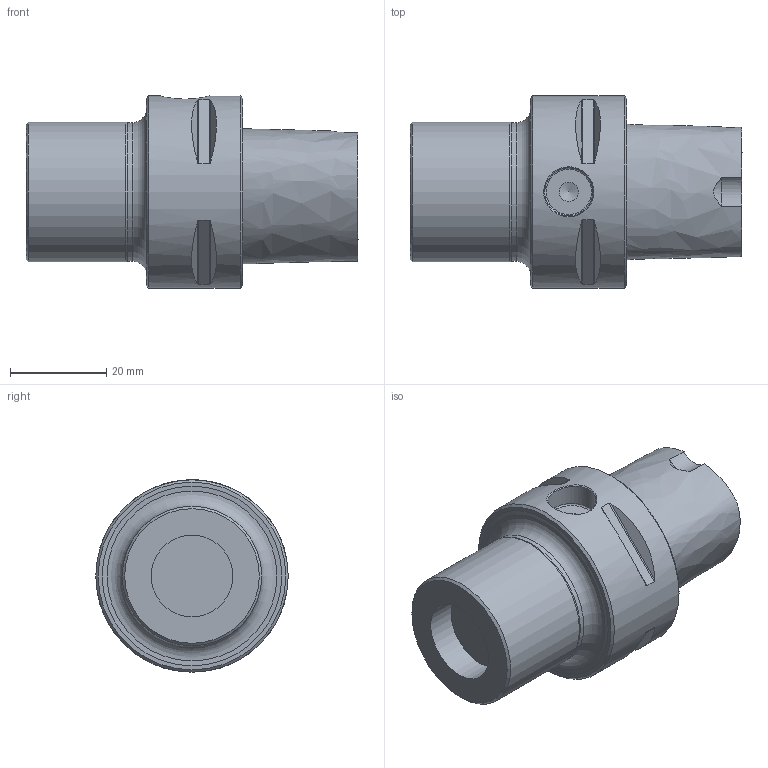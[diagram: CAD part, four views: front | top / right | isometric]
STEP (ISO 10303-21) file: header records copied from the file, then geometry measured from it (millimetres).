
FILE_DESCRIPTION(/* description */ (''),/* implementation_level */ '2;1');
FILE_NAME(/* name */ 'AC4-MM-16-045.stp',/* time_stamp */ '2024-11-20T17:03:29+03:00',/* author */ (''),/* organization */ (''),/* preprocessor_version */ 'ST-DEVELOPER v19.4',/* originating_system */ 'SIEMENS PLM Software NX2306.5001',/* authorisation */ '');
FILE_SCHEMA (('AUTOMOTIVE_DESIGN { 1 0 10303 214 3 1 1 1 }'));
Length unit declared in the file: millimetre
Products named in the file (1): AC4-MM-16-045-light_objects
Bounding box: 69 x 40 x 40 mm (x, y, z)
Volume: 53523.8 mm3; surface area: 9718.7 mm2
Topology: 1 solids, 1 shells, 44 faces, 98 edges, 63 vertices
Faces by surface type: plane 18, cylinder 15, cone 7, torus 2, bspline 2
Full cylindrical faces by diameter (mm): 4 x1, 10 x1, 17 x1, 28.8 x1, 29 x1, 40 x1
Entity records: 1796 total; most frequent: CARTESIAN_POINT 913, DIRECTION 166, ORIENTED_EDGE 148, EDGE_CURVE 74, AXIS2_PLACEMENT_3D 71, EDGE_LOOP 68, VERTEX_POINT 57, FACE_BOUND 45
